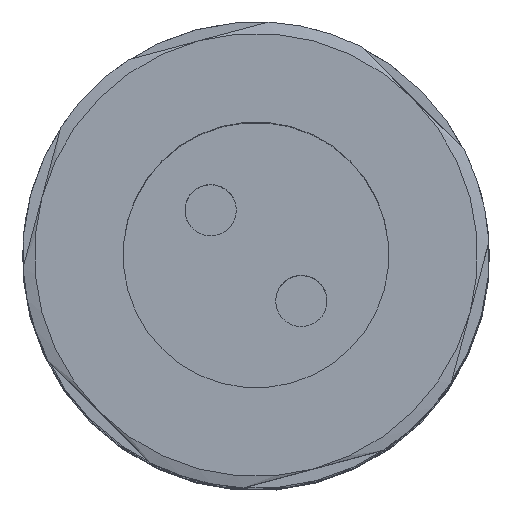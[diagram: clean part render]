
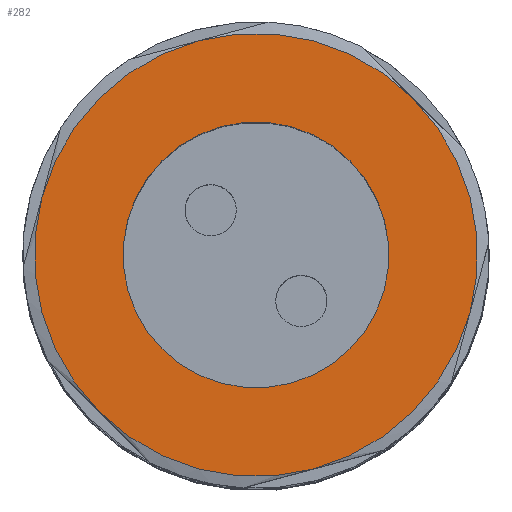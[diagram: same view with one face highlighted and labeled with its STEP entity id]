
A CAD part, top view. The second image highlights one B-rep face of the part: STEP entity #282.
In plain terms, the highlighted planar face has unit normal (0, 0, 1).
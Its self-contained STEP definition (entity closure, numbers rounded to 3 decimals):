
#61=AXIS2_PLACEMENT_3D('Circle Axis2P3D',#59,#60,$) ;
#78=AXIS2_PLACEMENT_3D('Circle Axis2P3D',#76,#77,$) ;
#226=AXIS2_PLACEMENT_3D('Plane Axis2P3D',#223,#224,#225) ;
#230=AXIS2_PLACEMENT_3D('Circle Axis2P3D',#228,#229,$) ;
#239=AXIS2_PLACEMENT_3D('Circle Axis2P3D',#237,#238,$) ;
#246=AXIS2_PLACEMENT_3D('Circle Axis2P3D',#244,#245,$) ;
#253=AXIS2_PLACEMENT_3D('Circle Axis2P3D',#251,#252,$) ;
#260=AXIS2_PLACEMENT_3D('Circle Axis2P3D',#258,#259,$) ;
#267=AXIS2_PLACEMENT_3D('Circle Axis2P3D',#265,#266,$) ;
#42=CARTESIAN_POINT('Vertex',(14.056,14.056,63.)) ;
#56=CARTESIAN_POINT('Vertex',(5.994,5.994,63.)) ;
#59=CARTESIAN_POINT('Axis2P3D Location',(10.025,10.025,63.)) ;
#76=CARTESIAN_POINT('Axis2P3D Location',(10.025,10.025,63.)) ;
#223=CARTESIAN_POINT('Axis2P3D Location',(15.399,15.399,63.)) ;
#228=CARTESIAN_POINT('Axis2P3D Location',(10.025,10.025,63.)) ;
#232=CARTESIAN_POINT('Vertex',(16.743,16.743,63.)) ;
#234=CARTESIAN_POINT('Vertex',(7.566,19.201,63.)) ;
#237=CARTESIAN_POINT('Axis2P3D Location',(10.025,10.025,63.)) ;
#241=CARTESIAN_POINT('Vertex',(0.849,12.484,63.)) ;
#244=CARTESIAN_POINT('Axis2P3D Location',(10.025,10.025,63.)) ;
#248=CARTESIAN_POINT('Vertex',(3.307,3.307,63.)) ;
#251=CARTESIAN_POINT('Axis2P3D Location',(10.025,10.025,63.)) ;
#255=CARTESIAN_POINT('Vertex',(12.484,0.849,63.)) ;
#258=CARTESIAN_POINT('Axis2P3D Location',(10.025,10.025,63.)) ;
#262=CARTESIAN_POINT('Vertex',(19.201,7.566,63.)) ;
#265=CARTESIAN_POINT('Axis2P3D Location',(10.025,10.025,63.)) ;
#60=DIRECTION('Axis2P3D Direction',(0.,0.,1.)) ;
#77=DIRECTION('Axis2P3D Direction',(0.,0.,1.)) ;
#224=DIRECTION('Axis2P3D Direction',(0.,0.,1.)) ;
#225=DIRECTION('Axis2P3D XDirection',(0.707,0.707,0.)) ;
#229=DIRECTION('Axis2P3D Direction',(0.,0.,1.)) ;
#238=DIRECTION('Axis2P3D Direction',(0.,0.,1.)) ;
#245=DIRECTION('Axis2P3D Direction',(0.,0.,1.)) ;
#252=DIRECTION('Axis2P3D Direction',(0.,0.,1.)) ;
#259=DIRECTION('Axis2P3D Direction',(0.,0.,1.)) ;
#266=DIRECTION('Axis2P3D Direction',(0.,0.,1.)) ;
#271=ORIENTED_EDGE('',*,*,#236,.T.) ;
#272=ORIENTED_EDGE('',*,*,#243,.T.) ;
#273=ORIENTED_EDGE('',*,*,#250,.T.) ;
#274=ORIENTED_EDGE('',*,*,#257,.T.) ;
#275=ORIENTED_EDGE('',*,*,#264,.T.) ;
#276=ORIENTED_EDGE('',*,*,#269,.T.) ;
#279=ORIENTED_EDGE('',*,*,#80,.F.) ;
#280=ORIENTED_EDGE('',*,*,#63,.F.) ;
#281=FACE_BOUND('',#278,.T.) ;
#282=ADVANCED_FACE('Hauptkoerper',(#277,#281),#227,.T.) ;
#62=CIRCLE('generated circle',#61,5.7) ;
#79=CIRCLE('generated circle',#78,5.7) ;
#231=CIRCLE('generated circle',#230,9.5) ;
#240=CIRCLE('generated circle',#239,9.5) ;
#247=CIRCLE('generated circle',#246,9.5) ;
#254=CIRCLE('generated circle',#253,9.5) ;
#261=CIRCLE('generated circle',#260,9.5) ;
#268=CIRCLE('generated circle',#267,9.5) ;
#63=EDGE_CURVE('',#57,#43,#62,.T.) ;
#80=EDGE_CURVE('',#43,#57,#79,.T.) ;
#236=EDGE_CURVE('',#233,#235,#231,.T.) ;
#243=EDGE_CURVE('',#235,#242,#240,.T.) ;
#250=EDGE_CURVE('',#242,#249,#247,.T.) ;
#257=EDGE_CURVE('',#249,#256,#254,.T.) ;
#264=EDGE_CURVE('',#256,#263,#261,.T.) ;
#269=EDGE_CURVE('',#263,#233,#268,.T.) ;
#270=EDGE_LOOP('',(#271,#272,#273,#274,#275,#276)) ;
#278=EDGE_LOOP('',(#279,#280)) ;
#277=FACE_OUTER_BOUND('',#270,.T.) ;
#227=PLANE('',#226) ;
#43=VERTEX_POINT('',#42) ;
#57=VERTEX_POINT('',#56) ;
#233=VERTEX_POINT('',#232) ;
#235=VERTEX_POINT('',#234) ;
#242=VERTEX_POINT('',#241) ;
#249=VERTEX_POINT('',#248) ;
#256=VERTEX_POINT('',#255) ;
#263=VERTEX_POINT('',#262) ;
